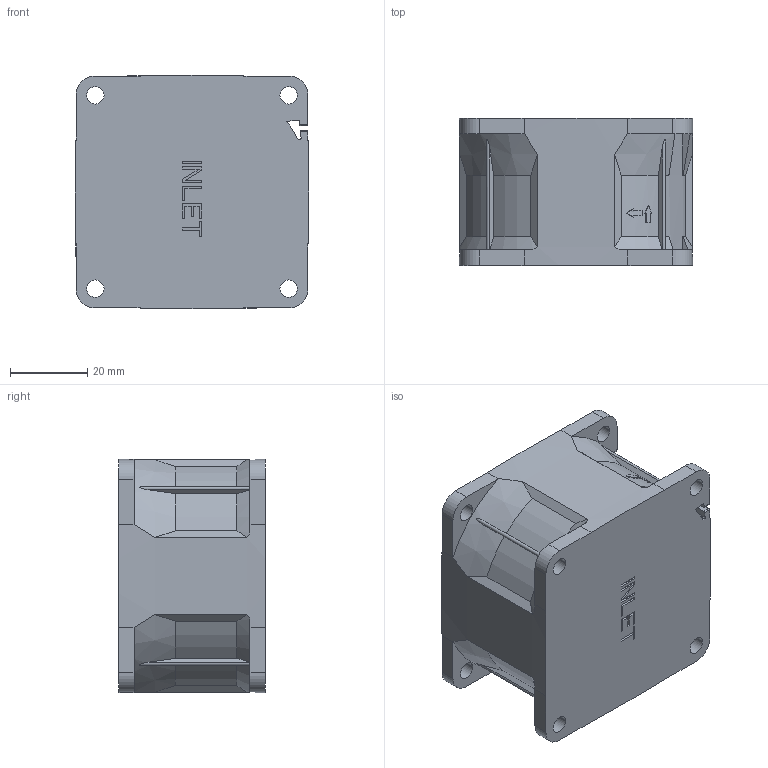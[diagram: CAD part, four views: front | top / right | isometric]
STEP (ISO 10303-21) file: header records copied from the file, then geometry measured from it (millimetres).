
FILE_DESCRIPTION((''),'2;1');
FILE_NAME('4100214600_1_','2017-04-06T',('yiliang.gong'),(''),'CREO PARAMETRIC BY PTC INC, 2015080','CREO PARAMETRIC BY PTC INC, 2015080','');
FILE_SCHEMA(('CONFIG_CONTROL_DESIGN'));
Length unit declared in the file: millimetre
Products named in the file (1): 4100214600_1_
Bounding box: 60.36 x 38 x 60.36 mm (x, y, z)
Volume: 118455 mm3; surface area: 16618.9 mm2
Topology: 1 solids, 1 shells, 300 faces, 859 edges, 575 vertices
Faces by surface type: plane 232, cylinder 54, cone 14
Entity records: 10112 total; most frequent: CARTESIAN_POINT 2214, ORIENTED_EDGE 1718, DIRECTION 1510, EDGE_CURVE 859, VECTOR 632, LINE 632, VERTEX_POINT 575, AXIS2_PLACEMENT_3D 439
